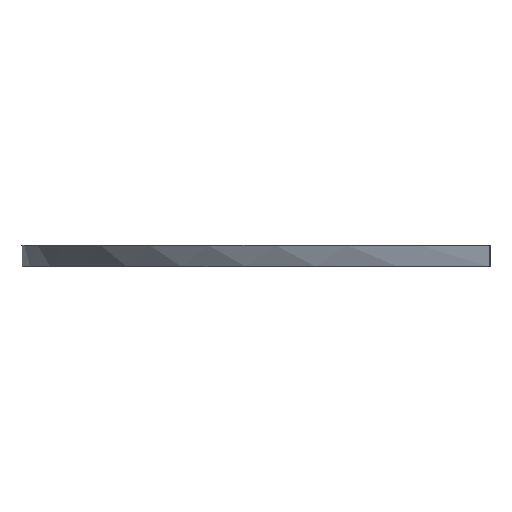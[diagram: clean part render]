
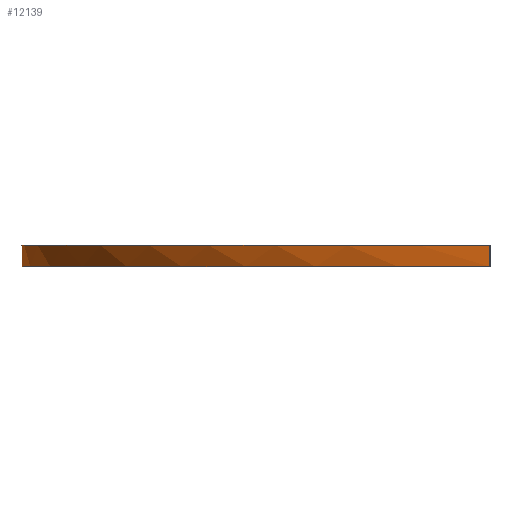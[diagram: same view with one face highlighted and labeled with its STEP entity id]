
A CAD part, front view. The second image highlights one B-rep face of the part: STEP entity #12139.
In plain terms, the highlighted free-form (B-spline) face has degree [2, 1] with [5, 2] control points.
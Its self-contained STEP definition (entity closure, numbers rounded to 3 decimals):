
#7151=CARTESIAN_POINT('',(-176.,1143.029,0.0));
#7152=VERTEX_POINT('',#7151);
#7158=CARTESIAN_POINT('',(-176.,-1143.029,0.0));
#7159=VERTEX_POINT('',#7158);
#7160=CARTESIAN_POINT('',(-176.,1143.029,0.0));
#7161=CARTESIAN_POINT('',(-1156.5,992.055,0.0));
#7162=CARTESIAN_POINT('',(-1156.5,0.,0.0));
#7163=CARTESIAN_POINT('',(-1156.5,-992.055,0.0));
#7164=CARTESIAN_POINT('',(-176.,-1143.029,0.0));
#7172=(BOUNDED_CURVE()B_SPLINE_CURVE(2,(#7160,#7161,#7162,#7163,#7164),.UNSPECIFIED.,.F.,.U.)B_SPLINE_CURVE_WITH_KNOTS((3,2,3),(0.0,44.091,88.183),.UNSPECIFIED.)CURVE()GEOMETRIC_REPRESENTATION_ITEM()RATIONAL_B_SPLINE_CURVE((1.0,0.759,1.0,0.759,1.0))REPRESENTATION_ITEM(''));
#7173=EDGE_CURVE('',#7152,#7159,#7172,.T.);
#12079=CARTESIAN_POINT('',(-176.,1143.029,-45.0));
#12080=VERTEX_POINT('',#12079);
#12086=CARTESIAN_POINT('',(-176.,1143.029,0.0));
#12087=CARTESIAN_POINT('',(-176.,1143.029,-45.0));
#12088=QUASI_UNIFORM_CURVE('',1,(#12086,#12087),.UNSPECIFIED.,.F.,.U.);
#12089=EDGE_CURVE('',#7152,#12080,#12088,.T.);
#12095=CARTESIAN_POINT('',(-176.,-1143.029,0.0));
#12096=CARTESIAN_POINT('',(-1156.5,-992.055,0.0));
#12097=CARTESIAN_POINT('',(-1156.5,0.,0.0));
#12098=CARTESIAN_POINT('',(-1156.5,992.055,0.0));
#12099=CARTESIAN_POINT('',(-176.,1143.029,0.0));
#12100=CARTESIAN_POINT('',(-176.,-1143.029,-45.0));
#12101=CARTESIAN_POINT('',(-1156.5,-992.055,-45.));
#12102=CARTESIAN_POINT('',(-1156.5,0.,-45.0));
#12103=CARTESIAN_POINT('',(-1156.5,992.055,-45.));
#12104=CARTESIAN_POINT('',(-176.,1143.029,-45.0));
#12112=(BOUNDED_SURFACE()B_SPLINE_SURFACE(2,1,((#12095,#12100),(#12096,#12101),(#12097,#12102),(#12098,#12103),(#12099,#12104)),.UNSPECIFIED.,.F.,.F.,.U.)B_SPLINE_SURFACE_WITH_KNOTS((3,2,3),(2,2),(0.0,44.091,88.183),(0.0,1.0),.UNSPECIFIED.)GEOMETRIC_REPRESENTATION_ITEM()RATIONAL_B_SPLINE_SURFACE(((1.0,1.0),(0.759,0.759),(1.0,1.0),(0.759,0.759),(1.0,1.0)))REPRESENTATION_ITEM('')SURFACE());
#12113=ORIENTED_EDGE('',*,*,#12089,.T.);
#12114=CARTESIAN_POINT('',(-176.,-1143.029,-45.0));
#12115=VERTEX_POINT('',#12114);
#12116=CARTESIAN_POINT('',(-176.,-1143.029,-45.0));
#12117=CARTESIAN_POINT('',(-1156.5,-992.055,-45.0));
#12118=CARTESIAN_POINT('',(-1156.5,0.,-45.0));
#12119=CARTESIAN_POINT('',(-1156.5,992.055,-45.0));
#12120=CARTESIAN_POINT('',(-176.,1143.029,-45.0));
#12128=(BOUNDED_CURVE()B_SPLINE_CURVE(2,(#12116,#12117,#12118,#12119,#12120),.UNSPECIFIED.,.F.,.U.)B_SPLINE_CURVE_WITH_KNOTS((3,2,3),(0.0,44.091,88.183),.UNSPECIFIED.)CURVE()GEOMETRIC_REPRESENTATION_ITEM()RATIONAL_B_SPLINE_CURVE((1.0,0.759,1.0,0.759,1.0))REPRESENTATION_ITEM(''));
#12129=EDGE_CURVE('',#12115,#12080,#12128,.T.);
#12130=ORIENTED_EDGE('',*,*,#12129,.F.);
#12131=CARTESIAN_POINT('',(-176.,-1143.029,0.0));
#12132=CARTESIAN_POINT('',(-176.,-1143.029,-45.0));
#12133=QUASI_UNIFORM_CURVE('',1,(#12131,#12132),.UNSPECIFIED.,.F.,.U.);
#12134=EDGE_CURVE('',#7159,#12115,#12133,.T.);
#12135=ORIENTED_EDGE('',*,*,#12134,.F.);
#12136=ORIENTED_EDGE('',*,*,#7173,.F.);
#12137=EDGE_LOOP('',(#12113,#12130,#12135,#12136));
#12138=FACE_OUTER_BOUND('',#12137,.T.);
#12139=ADVANCED_FACE('',(#12138),#12112,.T.);
